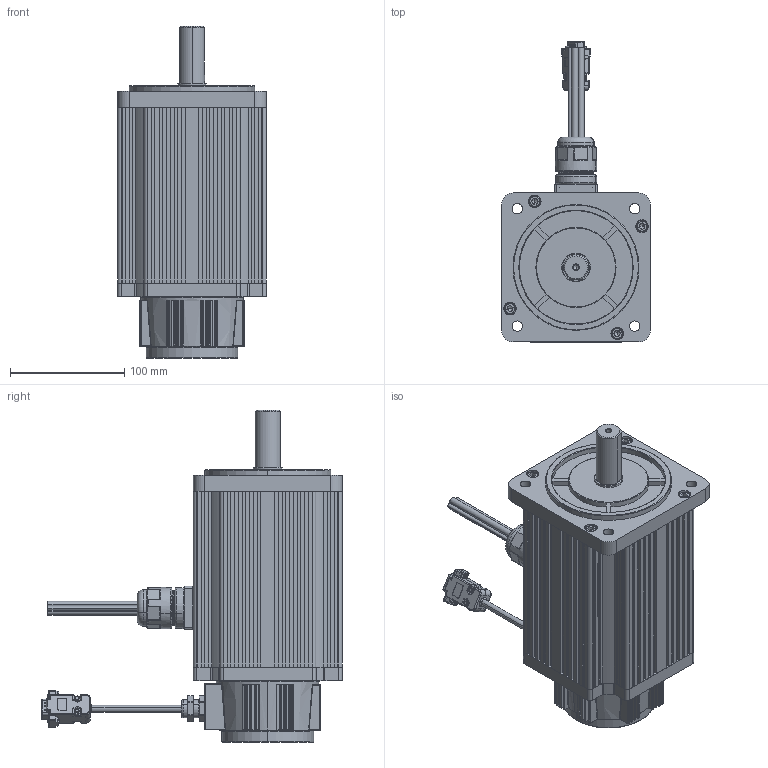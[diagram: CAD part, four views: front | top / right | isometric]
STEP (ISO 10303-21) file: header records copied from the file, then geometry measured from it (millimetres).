
FILE_DESCRIPTION (( 'STEP AP214' ), '1' );
FILE_NAME ('02.A037.000134 M130AIS133-C15020-B1-4-1R.STEP', '2024-09-18T02:14:37', ( 'HP' ), ( 'HP' ), 'SwSTEP 2.0', 'SolidWorks 2020', '' );
FILE_SCHEMA (( 'AUTOMOTIVE_DESIGN' ));
Length unit declared in the file: millimetre
Products named in the file (9): 02.A037.000134 M130AIS133-C15020-B1-4-1R; 265__________.STEP.STEP; hexagon socket head cap screws gb_GB_FASTENER_SCREWS_HSHCS M6X20-N.step.STEP.STEP.STEP; ____02-0.step.STEP.STEP.STEP; 130__.step.STEP.STEP.STEP; __________.STEP; 130________.step.STEP.STEP.STEP; 1394____ .STEP; 130____.step.STEP.STEP.STEP
Assembly tree (11 placements, depth 2):
  02.A037.000134 M130AIS133-C15020-B1-4-1R
    130________.step.STEP.STEP.STEP
    130__.step.STEP.STEP.STEP
    ____02-0.step.STEP.STEP.STEP
    130____.step.STEP.STEP.STEP
    hexagon socket head cap screws gb_GB_FASTENER_SCREWS_HSHCS M6X20-N.step.STEP.STEP.STEP  x4
    265__________.STEP.STEP
    1394____ .STEP
    __________.STEP
Bounding box: 130 x 262.4 x 290 mm (x, y, z)
Volume: 3102365.6 mm3; surface area: 296952.9 mm2
Topology: 42 solids, 42 shells, 2140 faces, 5370 edges, 3198 vertices
Faces by surface type: plane 817, cylinder 737, bspline 275, torus 173, cone 80, sphere 58
Entity records: 71645 total; most frequent: CARTESIAN_POINT 23672, ORIENTED_EDGE 9992, DIRECTION 9750, EDGE_CURVE 4996, AXIS2_PLACEMENT_3D 3594, VERTEX_POINT 3099, LINE 2562, VECTOR 2562
